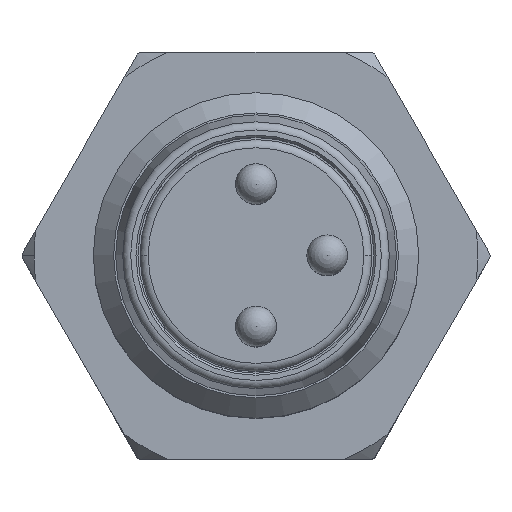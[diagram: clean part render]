
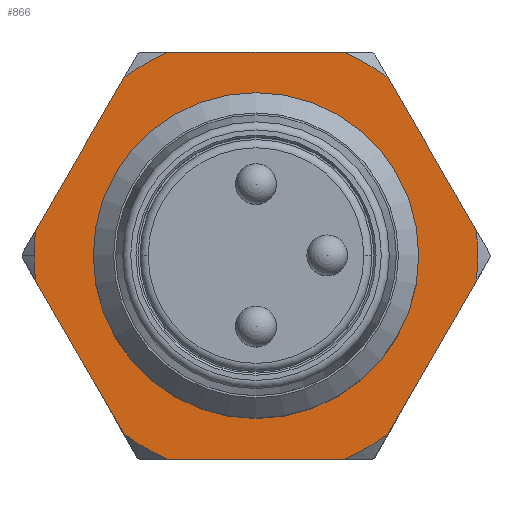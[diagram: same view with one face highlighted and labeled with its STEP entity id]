
A CAD part, top view. The second image highlights one B-rep face of the part: STEP entity #866.
In plain terms, the highlighted planar face has unit normal (0, 0, 1).
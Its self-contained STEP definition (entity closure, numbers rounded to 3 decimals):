
#656=LINE('',#3309,#740);
#657=LINE('',#3314,#741);
#658=LINE('',#3318,#742);
#659=LINE('',#3322,#743);
#660=LINE('',#3328,#744);
#661=LINE('',#3332,#745);
#740=VECTOR('',#2698,1.);
#741=VECTOR('',#2701,1.);
#742=VECTOR('',#2704,1.);
#743=VECTOR('',#2707,1.);
#744=VECTOR('',#2712,1.);
#745=VECTOR('',#2715,1.);
#866=ADVANCED_FACE('',(#1017,#1018),#978,.T.);
#978=PLANE('',#2387);
#1017=FACE_BOUND('',#1111,.T.);
#1018=FACE_BOUND('',#1112,.T.);
#1111=EDGE_LOOP('',(#1313));
#1112=EDGE_LOOP('',(#1314,#1315,#1316,#1317,#1318,#1319,#1320,#1321,#1322,
#1323,#1324,#1325,#1326));
#1313=ORIENTED_EDGE('',*,*,#1990,.F.);
#1314=ORIENTED_EDGE('',*,*,#1991,.T.);
#1315=ORIENTED_EDGE('',*,*,#1992,.T.);
#1316=ORIENTED_EDGE('',*,*,#1993,.T.);
#1317=ORIENTED_EDGE('',*,*,#1994,.T.);
#1318=ORIENTED_EDGE('',*,*,#1995,.T.);
#1319=ORIENTED_EDGE('',*,*,#1996,.T.);
#1320=ORIENTED_EDGE('',*,*,#1997,.T.);
#1321=ORIENTED_EDGE('',*,*,#1998,.T.);
#1322=ORIENTED_EDGE('',*,*,#1999,.T.);
#1323=ORIENTED_EDGE('',*,*,#2000,.T.);
#1324=ORIENTED_EDGE('',*,*,#2001,.T.);
#1325=ORIENTED_EDGE('',*,*,#2002,.T.);
#1326=ORIENTED_EDGE('',*,*,#2003,.T.);
#1803=VERTEX_POINT('',#3308);
#1804=VERTEX_POINT('',#3310);
#1805=VERTEX_POINT('',#3311);
#1806=VERTEX_POINT('',#3313);
#1807=VERTEX_POINT('',#3315);
#1808=VERTEX_POINT('',#3317);
#1809=VERTEX_POINT('',#3319);
#1810=VERTEX_POINT('',#3321);
#1811=VERTEX_POINT('',#3323);
#1812=VERTEX_POINT('',#3325);
#1813=VERTEX_POINT('',#3327);
#1814=VERTEX_POINT('',#3329);
#1815=VERTEX_POINT('',#3331);
#1816=VERTEX_POINT('',#3333);
#1990=EDGE_CURVE('',#1803,#1803,#2225,.T.);
#1991=EDGE_CURVE('',#1804,#1805,#656,.T.);
#1992=EDGE_CURVE('',#1805,#1806,#2226,.T.);
#1993=EDGE_CURVE('',#1806,#1807,#657,.T.);
#1994=EDGE_CURVE('',#1807,#1808,#2227,.T.);
#1995=EDGE_CURVE('',#1808,#1809,#658,.T.);
#1996=EDGE_CURVE('',#1809,#1810,#2228,.T.);
#1997=EDGE_CURVE('',#1810,#1811,#659,.T.);
#1998=EDGE_CURVE('',#1811,#1812,#2229,.T.);
#1999=EDGE_CURVE('',#1812,#1813,#2230,.T.);
#2000=EDGE_CURVE('',#1813,#1814,#660,.T.);
#2001=EDGE_CURVE('',#1814,#1815,#2231,.T.);
#2002=EDGE_CURVE('',#1815,#1816,#661,.T.);
#2003=EDGE_CURVE('',#1816,#1804,#2232,.T.);
#2225=CIRCLE('',#2379,4.);
#2226=CIRCLE('',#2380,5.45);
#2227=CIRCLE('',#2381,5.45);
#2228=CIRCLE('',#2382,5.45);
#2229=CIRCLE('',#2383,5.45);
#2230=CIRCLE('',#2384,5.45);
#2231=CIRCLE('',#2385,5.45);
#2232=CIRCLE('',#2386,5.45);
#2379=AXIS2_PLACEMENT_3D('',#3307,#2696,#2697);
#2380=AXIS2_PLACEMENT_3D('',#3312,#2699,#2700);
#2381=AXIS2_PLACEMENT_3D('',#3316,#2702,#2703);
#2382=AXIS2_PLACEMENT_3D('',#3320,#2705,#2706);
#2383=AXIS2_PLACEMENT_3D('',#3324,#2708,#2709);
#2384=AXIS2_PLACEMENT_3D('',#3326,#2710,#2711);
#2385=AXIS2_PLACEMENT_3D('',#3330,#2713,#2714);
#2386=AXIS2_PLACEMENT_3D('',#3334,#2716,#2717);
#2387=AXIS2_PLACEMENT_3D('',#3335,#2718,#2719);
#2696=DIRECTION('',(0.,0.,1.));
#2697=DIRECTION('',(1.,0.,0.));
#2698=DIRECTION('',(0.5,0.866,0.));
#2699=DIRECTION('',(0.,0.,1.));
#2700=DIRECTION('',(1.,0.,0.));
#2701=DIRECTION('',(-0.5,0.866,0.));
#2702=DIRECTION('',(0.,0.,1.));
#2703=DIRECTION('',(1.,0.,0.));
#2704=DIRECTION('',(-1.,0.,0.));
#2705=DIRECTION('',(0.,0.,1.));
#2706=DIRECTION('',(1.,0.,0.));
#2707=DIRECTION('',(-0.5,-0.866,0.));
#2708=DIRECTION('',(0.,0.,1.));
#2709=DIRECTION('',(1.,0.,0.));
#2710=DIRECTION('',(0.,0.,1.));
#2711=DIRECTION('',(1.,0.,0.));
#2712=DIRECTION('',(0.5,-0.866,0.));
#2713=DIRECTION('',(0.,0.,1.));
#2714=DIRECTION('',(1.,0.,0.));
#2715=DIRECTION('',(1.,0.,0.));
#2716=DIRECTION('',(0.,0.,1.));
#2717=DIRECTION('',(1.,0.,0.));
#2718=DIRECTION('',(0.,0.,1.));
#2719=DIRECTION('',(1.,0.,0.));
#3307=CARTESIAN_POINT('',(-230.,10.,-1.5));
#3308=CARTESIAN_POINT('',(-234.,10.,-1.5));
#3309=CARTESIAN_POINT('',(-225.67,7.5,-1.5));
#3310=CARTESIAN_POINT('',(-226.754,5.622,-1.5));
#3311=CARTESIAN_POINT('',(-224.586,9.378,-1.5));
#3312=CARTESIAN_POINT('',(-230.,10.,-1.5));
#3313=CARTESIAN_POINT('',(-224.586,10.622,-1.5));
#3314=CARTESIAN_POINT('',(-225.67,12.5,-1.5));
#3315=CARTESIAN_POINT('',(-226.754,14.378,-1.5));
#3316=CARTESIAN_POINT('',(-230.,10.,-1.5));
#3317=CARTESIAN_POINT('',(-227.831,15.,-1.5));
#3318=CARTESIAN_POINT('',(-230.,15.,-1.5));
#3319=CARTESIAN_POINT('',(-232.169,15.,-1.5));
#3320=CARTESIAN_POINT('',(-230.,10.,-1.5));
#3321=CARTESIAN_POINT('',(-233.246,14.378,-1.5));
#3322=CARTESIAN_POINT('',(-234.33,12.5,-1.5));
#3323=CARTESIAN_POINT('',(-235.414,10.622,-1.5));
#3324=CARTESIAN_POINT('',(-230.,10.,-1.5));
#3325=CARTESIAN_POINT('',(-235.45,10.,-1.5));
#3326=CARTESIAN_POINT('',(-230.,10.,-1.5));
#3327=CARTESIAN_POINT('',(-235.414,9.378,-1.5));
#3328=CARTESIAN_POINT('',(-234.33,7.5,-1.5));
#3329=CARTESIAN_POINT('',(-233.246,5.622,-1.5));
#3330=CARTESIAN_POINT('',(-230.,10.,-1.5));
#3331=CARTESIAN_POINT('',(-232.169,5.,-1.5));
#3332=CARTESIAN_POINT('',(-230.,5.,-1.5));
#3333=CARTESIAN_POINT('',(-227.831,5.,-1.5));
#3334=CARTESIAN_POINT('',(-230.,10.,-1.5));
#3335=CARTESIAN_POINT('',(-230.,10.,-1.5));
